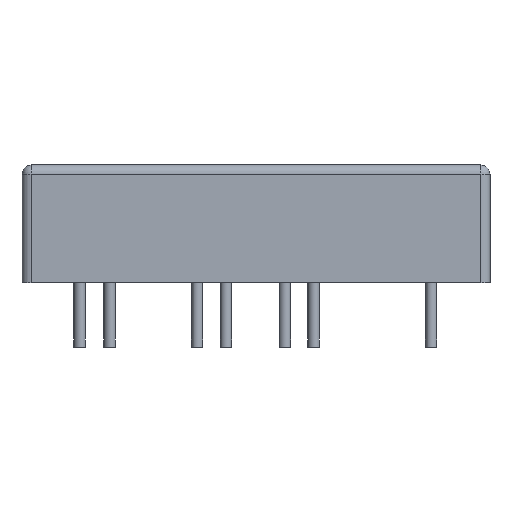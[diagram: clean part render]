
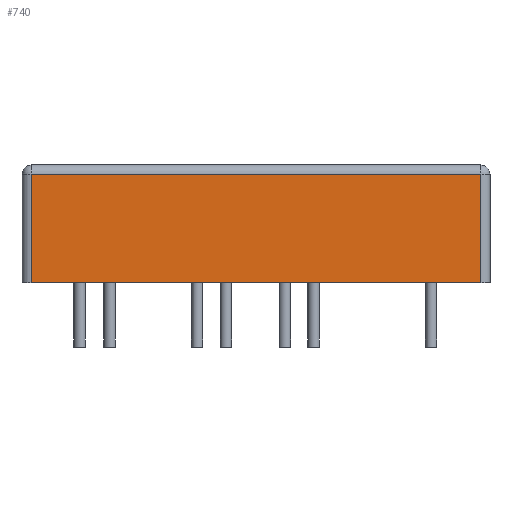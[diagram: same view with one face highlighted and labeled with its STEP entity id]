
A CAD part, left-side view. The second image highlights one B-rep face of the part: STEP entity #740.
In plain terms, the highlighted planar face has unit normal (-1, 0, 0).
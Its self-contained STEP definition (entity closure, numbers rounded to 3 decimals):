
#740 = ADVANCED_FACE( '', ( #1551 ), #1552, .F. );
#1551 = FACE_OUTER_BOUND( '', #2437, .T. );
#1552 = PLANE( '', #2438 );
#2437 = EDGE_LOOP( '', ( #5253, #5254, #5255, #5256 ) );
#2438 = AXIS2_PLACEMENT_3D( '', #5257, #5258, #5259 );
#5253 = ORIENTED_EDGE( '', *, *, #6492, .T. );
#5254 = ORIENTED_EDGE( '', *, *, #6424, .T. );
#5255 = ORIENTED_EDGE( '', *, *, #5656, .T. );
#5256 = ORIENTED_EDGE( '', *, *, #6474, .T. );
#5257 = CARTESIAN_POINT( '', ( -25.4, 20.3, 5.1 ) );
#5258 = DIRECTION( '', ( 1., 0., 0. ) );
#5259 = DIRECTION( '', ( 0., 0., -1. ) );
#5656 = EDGE_CURVE( '', #6575, #6573, #6576, .F. );
#6424 = EDGE_CURVE( '', #7743, #6575, #7744, .F. );
#6474 = EDGE_CURVE( '', #6573, #7797, #7799, .T. );
#6492 = EDGE_CURVE( '', #7797, #7743, #7817, .T. );
#6573 = VERTEX_POINT( '', #8002 );
#6575 = VERTEX_POINT( '', #8004 );
#6576 = LINE( '', #8005, #8006 );
#7743 = VERTEX_POINT( '', #11497 );
#7744 = LINE( '', #11498, #11499 );
#7797 = VERTEX_POINT( '', #11582 );
#7799 = LINE( '', #11584, #11585 );
#7817 = LINE( '', #11610, #11611 );
#8002 = CARTESIAN_POINT( '', ( -25.4, 19.5, 4.3 ) );
#8004 = CARTESIAN_POINT( '', ( -25.4, -19.5, 4.3 ) );
#8005 = CARTESIAN_POINT( '', ( -25.4, 20.3, 4.3 ) );
#8006 = VECTOR( '', #11657, 1000. );
#11497 = CARTESIAN_POINT( '', ( -25.4, -19.5, -5.1 ) );
#11498 = CARTESIAN_POINT( '', ( -25.4, -19.5, 5.1 ) );
#11499 = VECTOR( '', #11921, 1000. );
#11582 = CARTESIAN_POINT( '', ( -25.4, 19.5, -5.1 ) );
#11584 = CARTESIAN_POINT( '', ( -25.4, 19.5, 5.1 ) );
#11585 = VECTOR( '', #11946, 1000. );
#11610 = CARTESIAN_POINT( '', ( -25.4, 20.3, -5.1 ) );
#11611 = VECTOR( '', #11950, 1000. );
#11657 = DIRECTION( '', ( 0., -1., 0. ) );
#11921 = DIRECTION( '', ( 0., 0., -1. ) );
#11946 = DIRECTION( '', ( 0., 0., -1. ) );
#11950 = DIRECTION( '', ( 0., -1., 0. ) );
